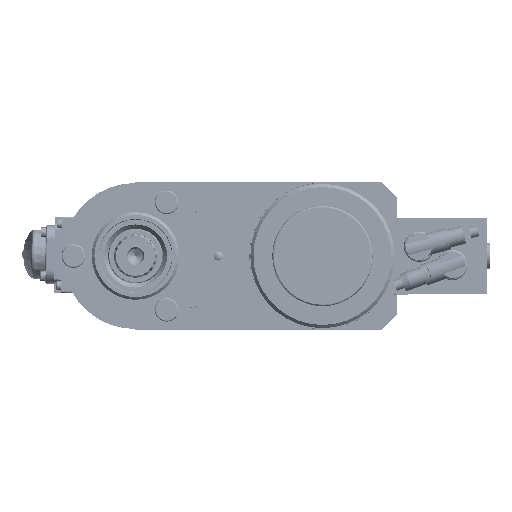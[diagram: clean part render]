
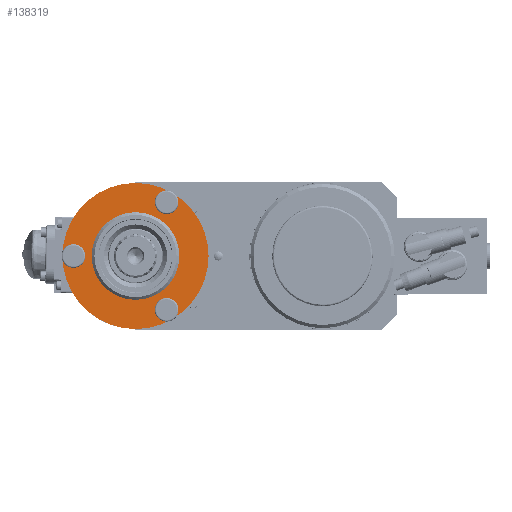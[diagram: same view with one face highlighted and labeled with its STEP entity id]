
A CAD part, left-side view. The second image highlights one B-rep face of the part: STEP entity #138319.
In plain terms, the highlighted planar face has unit normal (-1, 0, 0).
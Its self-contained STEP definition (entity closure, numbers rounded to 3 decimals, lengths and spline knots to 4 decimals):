
#1676=FACE_BOUND('',#24996,.T.);
#1677=FACE_BOUND('',#24997,.T.);
#1678=FACE_BOUND('',#24998,.T.);
#1679=FACE_BOUND('',#24999,.T.);
#9367=PLANE('',#149677);
#17340=FACE_OUTER_BOUND('',#24995,.T.);
#24995=EDGE_LOOP('',(#118223));
#24996=EDGE_LOOP('',(#118224,#118225));
#24997=EDGE_LOOP('',(#118226));
#24998=EDGE_LOOP('',(#118227));
#24999=EDGE_LOOP('',(#118228));
#32155=CIRCLE('',#149675,2.4);
#32156=CIRCLE('',#149676,2.4);
#32157=CIRCLE('',#149678,4.);
#32158=CIRCLE('',#149679,0.4);
#32159=CIRCLE('',#149680,0.4);
#32160=CIRCLE('',#149681,0.4);
#66704=VERTEX_POINT('',#271812);
#66705=VERTEX_POINT('',#271814);
#66706=VERTEX_POINT('',#271818);
#66707=VERTEX_POINT('',#271820);
#66708=VERTEX_POINT('',#271822);
#66709=VERTEX_POINT('',#271824);
#84740=EDGE_CURVE('',#66705,#66704,#32155,.T.);
#84741=EDGE_CURVE('',#66704,#66705,#32156,.T.);
#84742=EDGE_CURVE('',#66706,#66706,#32157,.T.);
#84743=EDGE_CURVE('',#66707,#66707,#32158,.T.);
#84744=EDGE_CURVE('',#66708,#66708,#32159,.T.);
#84745=EDGE_CURVE('',#66709,#66709,#32160,.T.);
#118223=ORIENTED_EDGE('',*,*,#84742,.T.);
#118224=ORIENTED_EDGE('',*,*,#84740,.T.);
#118225=ORIENTED_EDGE('',*,*,#84741,.T.);
#118226=ORIENTED_EDGE('',*,*,#84743,.F.);
#118227=ORIENTED_EDGE('',*,*,#84744,.F.);
#118228=ORIENTED_EDGE('',*,*,#84745,.F.);
#138319=ADVANCED_FACE('',(#17340,#1676,#1677,#1678,#1679),#9367,.T.);
#149675=AXIS2_PLACEMENT_3D('',#271815,#180052,#180053);
#149676=AXIS2_PLACEMENT_3D('',#271816,#180054,#180055);
#149677=AXIS2_PLACEMENT_3D('',#271817,#180056,#180057);
#149678=AXIS2_PLACEMENT_3D('',#271819,#180058,#180059);
#149679=AXIS2_PLACEMENT_3D('',#271821,#180060,#180061);
#149680=AXIS2_PLACEMENT_3D('',#271823,#180062,#180063);
#149681=AXIS2_PLACEMENT_3D('',#271825,#180064,#180065);
#180052=DIRECTION('center_axis',(1.,0.,0.));
#180053=DIRECTION('ref_axis',(0.,1.,0.));
#180054=DIRECTION('center_axis',(1.,0.,0.));
#180055=DIRECTION('ref_axis',(0.,1.,0.));
#180056=DIRECTION('center_axis',(-1.,0.,0.));
#180057=DIRECTION('ref_axis',(0.,1.,0.));
#180058=DIRECTION('center_axis',(-1.,0.,0.));
#180059=DIRECTION('ref_axis',(0.,-1.,0.));
#180060=DIRECTION('center_axis',(-1.,0.,0.));
#180061=DIRECTION('ref_axis',(0.,1.,0.));
#180062=DIRECTION('center_axis',(-1.,0.,0.));
#180063=DIRECTION('ref_axis',(0.,1.,0.));
#180064=DIRECTION('center_axis',(-1.,0.,0.));
#180065=DIRECTION('ref_axis',(0.,1.,0.));
#271812=CARTESIAN_POINT('',(2.61,-2.4,0.));
#271814=CARTESIAN_POINT('',(2.61,2.4,0.));
#271815=CARTESIAN_POINT('Origin',(2.61,0.,0.));
#271816=CARTESIAN_POINT('Origin',(2.61,0.,0.));
#271817=CARTESIAN_POINT('Origin',(2.61,0.,0.));
#271818=CARTESIAN_POINT('',(2.61,4.,0.));
#271819=CARTESIAN_POINT('Origin',(2.61,0.,0.));
#271820=CARTESIAN_POINT('',(2.61,3.8,0.));
#271821=CARTESIAN_POINT('Origin',(2.61,3.4,0.));
#271822=CARTESIAN_POINT('',(2.61,-1.3,2.9445));
#271823=CARTESIAN_POINT('Origin',(2.61,-1.7,2.9445));
#271824=CARTESIAN_POINT('',(2.61,-1.3,-2.9445));
#271825=CARTESIAN_POINT('Origin',(2.61,-1.7,-2.9445));
